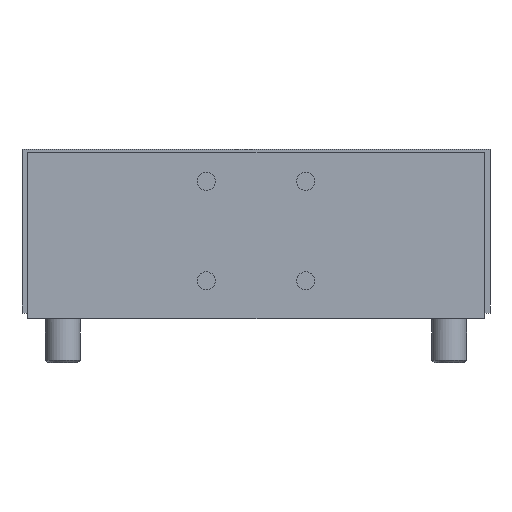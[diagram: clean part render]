
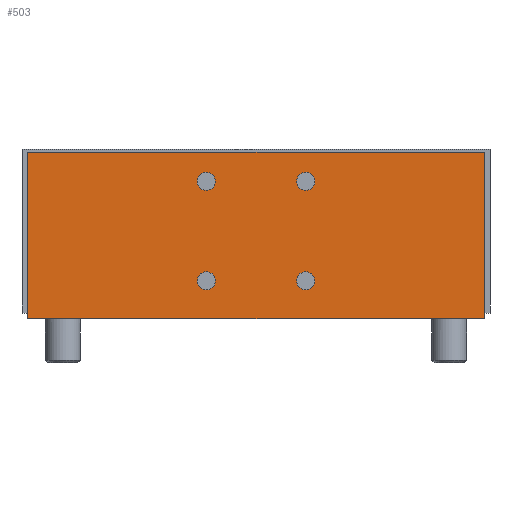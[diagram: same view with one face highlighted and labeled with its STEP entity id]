
A CAD part, left-side view. The second image highlights one B-rep face of the part: STEP entity #503.
In plain terms, the highlighted planar face has unit normal (-1, 0, 0).
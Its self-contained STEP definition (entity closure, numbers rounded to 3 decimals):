
#503 = ADVANCED_FACE( '', ( #1179, #1180, #1181, #1182, #1183 ), #1184, .F. );
#1179 = FACE_BOUND( '', #1954, .T. );
#1180 = FACE_BOUND( '', #1955, .T. );
#1181 = FACE_BOUND( '', #1956, .T. );
#1182 = FACE_BOUND( '', #1957, .T. );
#1183 = FACE_OUTER_BOUND( '', #1958, .T. );
#1184 = PLANE( '', #1959 );
#1954 = EDGE_LOOP( '', ( #3166 ) );
#1955 = EDGE_LOOP( '', ( #3167 ) );
#1956 = EDGE_LOOP( '', ( #3168 ) );
#1957 = EDGE_LOOP( '', ( #3169 ) );
#1958 = EDGE_LOOP( '', ( #3170, #3171, #3172, #3173 ) );
#1959 = AXIS2_PLACEMENT_3D( '', #3174, #3175, #3176 );
#3166 = ORIENTED_EDGE( '', *, *, #3990, .T. );
#3167 = ORIENTED_EDGE( '', *, *, #3862, .T. );
#3168 = ORIENTED_EDGE( '', *, *, #3992, .T. );
#3169 = ORIENTED_EDGE( '', *, *, #3925, .T. );
#3170 = ORIENTED_EDGE( '', *, *, #3950, .F. );
#3171 = ORIENTED_EDGE( '', *, *, #3921, .F. );
#3172 = ORIENTED_EDGE( '', *, *, #3891, .F. );
#3173 = ORIENTED_EDGE( '', *, *, #3743, .F. );
#3174 = CARTESIAN_POINT( '', ( -311., -44., 28. ) );
#3175 = DIRECTION( '', ( 1., 0., 0. ) );
#3176 = DIRECTION( '', ( 0., 1., 0. ) );
#3743 = EDGE_CURVE( '', #4362, #4364, #4365, .T. );
#3862 = EDGE_CURVE( '', #4544, #4544, #4545, .T. );
#3891 = EDGE_CURVE( '', #4364, #4588, #4589, .T. );
#3921 = EDGE_CURVE( '', #4588, #4632, #4633, .T. );
#3925 = EDGE_CURVE( '', #4638, #4638, #4639, .T. );
#3950 = EDGE_CURVE( '', #4632, #4362, #4675, .T. );
#3990 = EDGE_CURVE( '', #4727, #4727, #4728, .T. );
#3992 = EDGE_CURVE( '', #4730, #4730, #4731, .T. );
#4362 = VERTEX_POINT( '', #5202 );
#4364 = VERTEX_POINT( '', #5205 );
#4365 = LINE( '', #5206, #5207 );
#4544 = VERTEX_POINT( '', #5456 );
#4545 = CIRCLE( '', #5457, 3.1 );
#4588 = VERTEX_POINT( '', #5537 );
#4589 = LINE( '', #5538, #5539 );
#4632 = VERTEX_POINT( '', #5590 );
#4633 = LINE( '', #5591, #5592 );
#4638 = VERTEX_POINT( '', #5598 );
#4639 = CIRCLE( '', #5599, 3.1 );
#4675 = LINE( '', #5638, #5639 );
#4727 = VERTEX_POINT( '', #5738 );
#4728 = CIRCLE( '', #5739, 3.1 );
#4730 = VERTEX_POINT( '', #5741 );
#4731 = CIRCLE( '', #5742, 3.1 );
#5202 = CARTESIAN_POINT( '', ( -311., 78., -2. ) );
#5205 = CARTESIAN_POINT( '', ( -311., 78., 55. ) );
#5206 = CARTESIAN_POINT( '', ( -311., 78., -2. ) );
#5207 = VECTOR( '', #6114, 1000. );
#5456 = CARTESIAN_POINT( '', ( -311., -13.9, 11. ) );
#5457 = AXIS2_PLACEMENT_3D( '', #6263, #6264, #6265 );
#5537 = CARTESIAN_POINT( '', ( -311., -78., 55. ) );
#5538 = CARTESIAN_POINT( '', ( -311., 78., 55. ) );
#5539 = VECTOR( '', #6306, 1000. );
#5590 = CARTESIAN_POINT( '', ( -311., -78., -2. ) );
#5591 = CARTESIAN_POINT( '', ( -311., -78., 55. ) );
#5592 = VECTOR( '', #6345, 1000. );
#5598 = CARTESIAN_POINT( '', ( -311., -13.9, 45. ) );
#5599 = AXIS2_PLACEMENT_3D( '', #6350, #6351, #6352 );
#5638 = CARTESIAN_POINT( '', ( -311., -78., -2. ) );
#5639 = VECTOR( '', #6389, 1000. );
#5738 = CARTESIAN_POINT( '', ( -311., 20.1, 11. ) );
#5739 = AXIS2_PLACEMENT_3D( '', #6422, #6423, #6424 );
#5741 = CARTESIAN_POINT( '', ( -311., 20.1, 45. ) );
#5742 = AXIS2_PLACEMENT_3D( '', #6425, #6426, #6427 );
#6114 = DIRECTION( '', ( 0., 0., 1. ) );
#6263 = CARTESIAN_POINT( '', ( -311., -17., 11. ) );
#6264 = DIRECTION( '', ( 1., 0., 0. ) );
#6265 = DIRECTION( '', ( 0., 1., 0. ) );
#6306 = DIRECTION( '', ( 0., -1., 0. ) );
#6345 = DIRECTION( '', ( 0., 0., -1. ) );
#6350 = CARTESIAN_POINT( '', ( -311., -17., 45. ) );
#6351 = DIRECTION( '', ( 1., 0., 0. ) );
#6352 = DIRECTION( '', ( 0., 1., 0. ) );
#6389 = DIRECTION( '', ( 0., 1., 0. ) );
#6422 = CARTESIAN_POINT( '', ( -311., 17., 11. ) );
#6423 = DIRECTION( '', ( 1., 0., 0. ) );
#6424 = DIRECTION( '', ( 0., 1., 0. ) );
#6425 = CARTESIAN_POINT( '', ( -311., 17., 45. ) );
#6426 = DIRECTION( '', ( 1., 0., 0. ) );
#6427 = DIRECTION( '', ( 0., 1., 0. ) );
